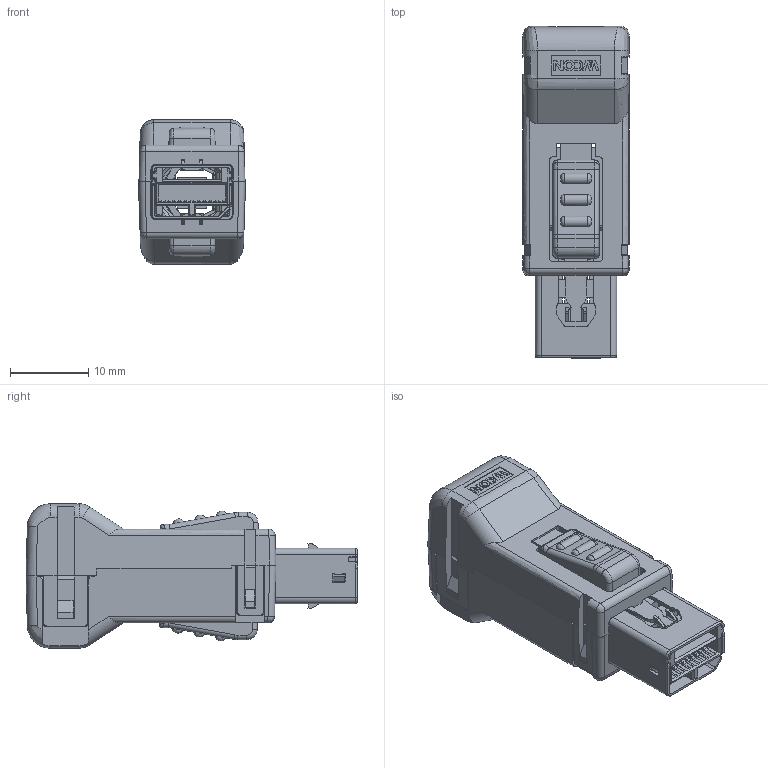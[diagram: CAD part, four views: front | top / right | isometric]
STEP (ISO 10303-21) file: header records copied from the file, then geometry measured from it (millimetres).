
FILE_DESCRIPTION( ('This file contains a STEP AP42 implementation' ,'as created by ZW3D STEP Interface translator.') ,'2;1' );
FILE_NAME( '6364-10MSHXXSCB01.stp' ,'231023.104314', (''), ('ZWCAD Software Co.'), 'Version 1.0', 'ZW3D to STEP translator', '' );
FILE_SCHEMA(('AUTOMOTIVE_DESIGN { 1 0 10303 214 1 1 1 1 }'));
Length unit declared in the file: millimetre
Products named in the file (1): 0
Bounding box: 13.65 x 42.5 x 18.5 mm (x, y, z)
Volume: 3287.4 mm3; surface area: 7282.4 mm2
Topology: 2 solids, 3 shells, 2017 faces, 5756 edges, 3710 vertices
Faces by surface type: plane 1336, cylinder 517, bspline 148, torus 10, cone 6
Full cylindrical faces by diameter (mm): 1.5 x2, 2 x4, 2.15 x1, 2.65 x2, 3.2 x2
Entity records: 75133 total; most frequent: CARTESIAN_POINT 21324, ORIENTED_EDGE 11500, DIRECTION 9860, EDGE_CURVE 5750, VECTOR 4324, LINE 4324, VERTEX_POINT 3710, AXIS2_PLACEMENT_3D 2768
